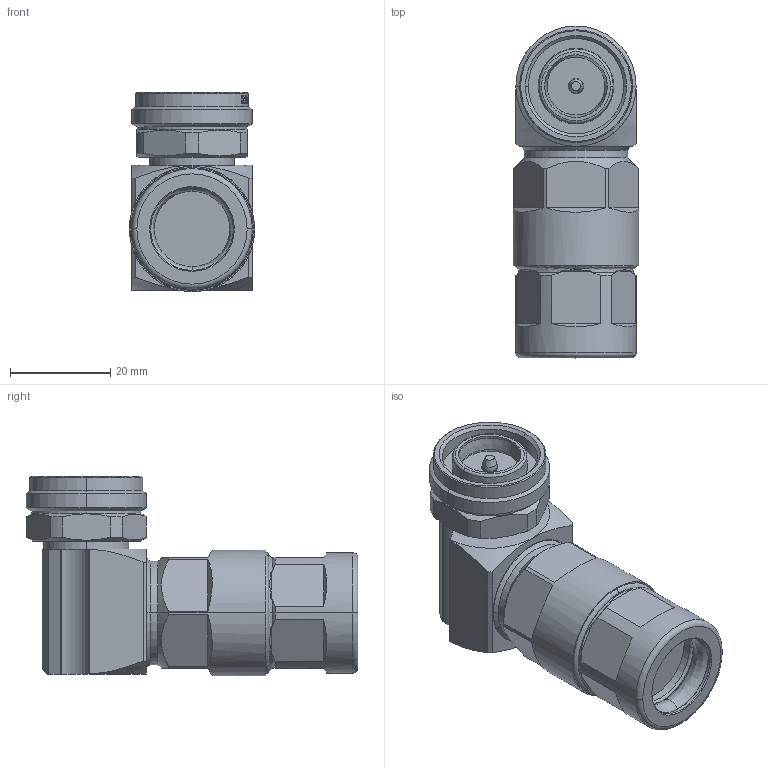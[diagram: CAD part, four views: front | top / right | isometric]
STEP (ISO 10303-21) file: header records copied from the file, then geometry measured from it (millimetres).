
FILE_DESCRIPTION (( 'STEP AP214' ), '1' );
FILE_NAME ('J01440A0014.STEP', '2018-11-16T11:07:22', ( '' ), ( '' ), 'SwSTEP 2.0', 'SolidWorks 2017', '' );
FILE_SCHEMA (( 'AUTOMOTIVE_DESIGN' ));
Length unit declared in the file: millimetre
Products named in the file (1): J01440A0014
Bounding box: 25 x 66.16 x 39.75 mm (x, y, z)
Volume: 31982.7 mm3; surface area: 10853.7 mm2
Topology: 3 solids, 5 shells, 354 faces, 892 edges, 573 vertices
Faces by surface type: plane 124, bspline 91, cylinder 74, cone 51, torus 14
Entity records: 21196 total; most frequent: CARTESIAN_POINT 9729, ORIENTED_EDGE 1784, DIRECTION 1312, EDGE_CURVE 892, VERTEX_POINT 573, AXIS2_PLACEMENT_3D 513, EDGE_LOOP 383, ADVANCED_FACE 354
